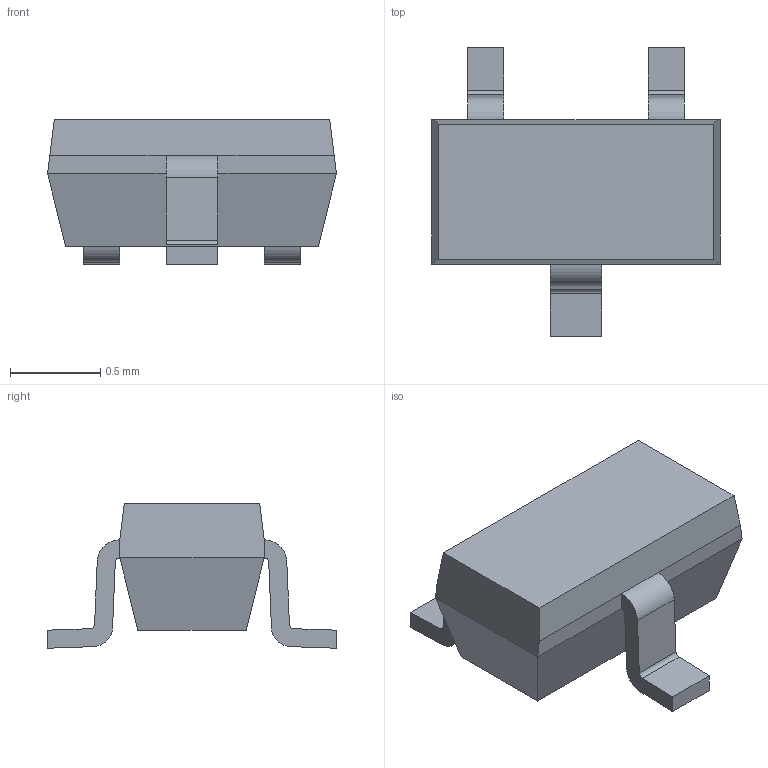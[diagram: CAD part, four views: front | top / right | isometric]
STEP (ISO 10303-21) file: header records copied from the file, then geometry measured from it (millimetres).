
FILE_DESCRIPTION(('FreeCAD Model'),'2;1');
FILE_NAME( 'User Library-SOT-523.step', '2018-07-30T21:06:21',('kicad StepUp'),('ksu MCAD'), 'Open CASCADE STEP processor 6.8','FreeCAD','Unknown');
FILE_SCHEMA(('AUTOMOTIVE_DESIGN_CC2 { 1 2 10303 214 -1 1 5 4 }'));
Length unit declared in the file: millimetre
Products named in the file (2): ASSEMBLY; User_Library-SOT-523
Assembly tree (1 placements, depth 2):
  ASSEMBLY
    User_Library-SOT-523
Bounding box: 1.6 x 1.6 x 0.8 mm (x, y, z)
Volume: 0.8 mm3; surface area: 6.8 mm2
Topology: 1 solids, 1 shells, 48 faces, 122 edges, 76 vertices
Faces by surface type: plane 36, cylinder 12
Entity records: 1789 total; most frequent: CARTESIAN_POINT 248, DIRECTION 246, ORIENTED_EDGE 244, EDGE_CURVE 122, LINE 98, VECTOR 98, VERTEX_POINT 76, AXIS2_PLACEMENT_3D 74
